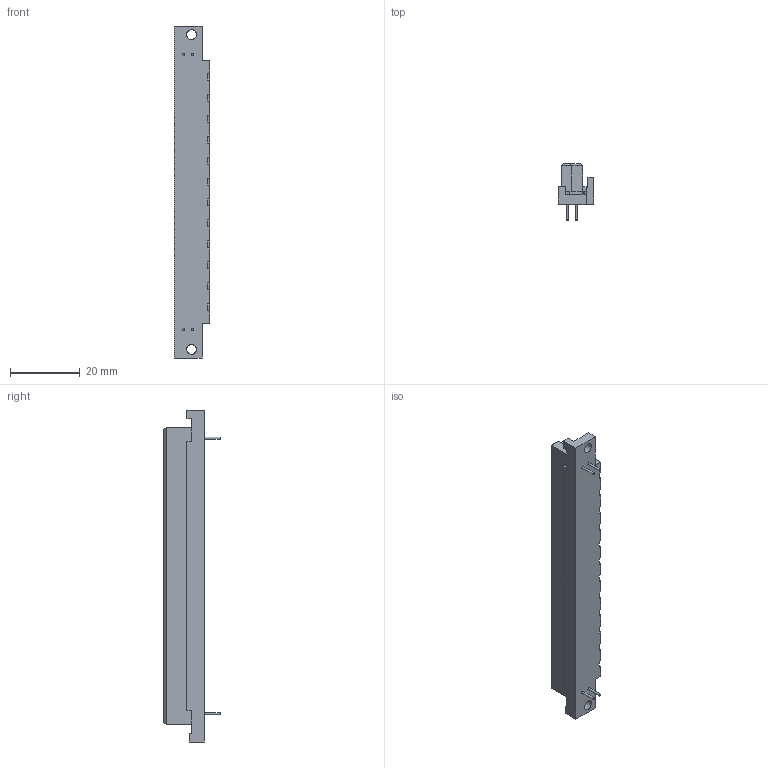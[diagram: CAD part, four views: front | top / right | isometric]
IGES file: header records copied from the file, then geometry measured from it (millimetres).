
Global section: file name: 0902_DIN_har-bus_B_straight_female_64_p_coding.igs; preprocessor: I-DEAS 3D IGES Translator 13; date: 20090615.105306; units: millimetre
Bounding box: 10.2 x 16.1 x 94.9 mm (x, y, z)
Volume: 7695.9 mm3; surface area: 4955.3 mm2
Topology: 1 solids, 1 shells, 226 faces, 712 edges, 472 vertices
Faces by surface type: bspline 226
